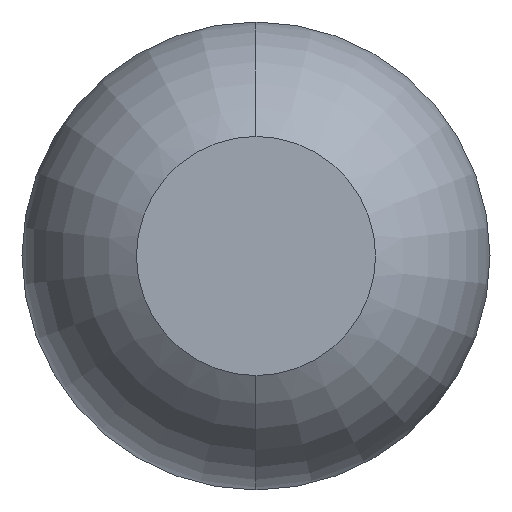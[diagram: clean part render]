
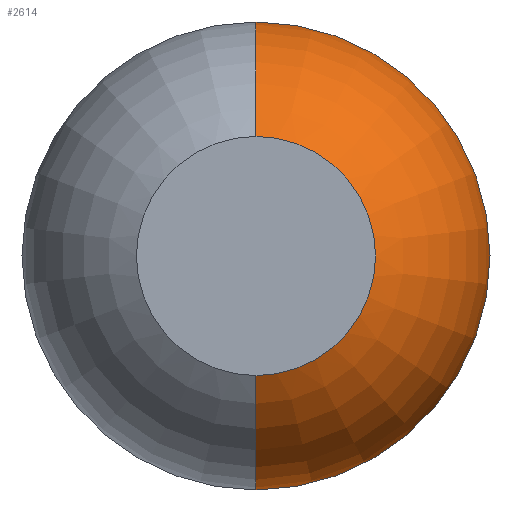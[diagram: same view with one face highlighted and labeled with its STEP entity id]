
A CAD part, front view. The second image highlights one B-rep face of the part: STEP entity #2614.
In plain terms, the highlighted toroidal (fillet/blend) face has major radius 0.035 mm and minor radius 0.65 mm.
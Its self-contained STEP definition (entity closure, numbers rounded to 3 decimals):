
#218 = ORIENTED_EDGE ( 'NONE', *, *, #231, .F. ) ;
#231 = EDGE_CURVE ( 'Defeature ausgef�hrt1_25+Defeature ausgef�hrt1_4+Defeature ausgef�hrt1_4+Defeature ausgef�hrt1_4', #2789, #1965, #812, .T. ) ;
#243 = AXIS2_PLACEMENT_3D ( 'NONE', #959, #4187, #262 ) ;
#262 = DIRECTION ( 'NONE',  ( 0., 0., -1. ) ) ;
#273 = CARTESIAN_POINT ( 'NONE',  ( 0., -25., -0.35 ) ) ;
#726 = DIRECTION ( 'NONE',  ( 0., 0., -1. ) ) ;
#740 = VERTEX_POINT ( 'NONE', #2665 ) ;
#792 = CIRCLE ( 'NONE', #243, 0.685 ) ;
#812 = CIRCLE ( 'NONE', #3878, 0.35 ) ;
#959 = CARTESIAN_POINT ( 'NONE',  ( 0., -24.431, 0. ) ) ;
#967 = VERTEX_POINT ( 'NONE', #1892 ) ;
#1027 = CIRCLE ( 'NONE', #4567, 0.65 ) ;
#1140 = ORIENTED_EDGE ( 'NONE', *, *, #3804, .T. ) ;
#1423 = DIRECTION ( 'NONE',  ( 1., 0., 0. ) ) ;
#1464 = DIRECTION ( 'NONE',  ( 0., 0., -1. ) ) ;
#1577 = AXIS2_PLACEMENT_3D ( 'NONE', #4318, #2188, #1464 ) ;
#1649 = DIRECTION ( 'NONE',  ( 0., 0., -1. ) ) ;
#1664 = DIRECTION ( 'NONE',  ( 0., -1., 0. ) ) ;
#1767 = TOROIDAL_SURFACE ( 'NONE', #1577, 0.035, 0.65 ) ;
#1892 = CARTESIAN_POINT ( 'NONE',  ( 0., -24.431, -0.685 ) ) ;
#1965 = VERTEX_POINT ( 'NONE', #2793 ) ;
#2056 = CARTESIAN_POINT ( 'NONE',  ( 0., -25., 0. ) ) ;
#2067 = EDGE_CURVE ( 'NONE', #740, #1965, #3089, .T. ) ;
#2188 = DIRECTION ( 'NONE',  ( 0., -1., 0. ) ) ;
#2614 = ADVANCED_FACE ( 'Defeature ausgef�hrt1_4', ( #3641 ), #1767, .T. ) ;
#2665 = CARTESIAN_POINT ( 'NONE',  ( 0., -24.431, 0.685 ) ) ;
#2789 = VERTEX_POINT ( 'NONE', #273 ) ;
#2793 = CARTESIAN_POINT ( 'NONE',  ( 0., -25., 0.35 ) ) ;
#2835 = AXIS2_PLACEMENT_3D ( 'NONE', #3906, #1423, #726 ) ;
#2920 = EDGE_CURVE ( 'NONE', #967, #2789, #1027, .T. ) ;
#3089 = CIRCLE ( 'NONE', #2835, 0.65 ) ;
#3155 = CARTESIAN_POINT ( 'NONE',  ( 0., -24.431, -0.035 ) ) ;
#3641 = FACE_OUTER_BOUND ( 'NONE', #3702, .T. ) ;
#3702 = EDGE_LOOP ( 'NONE', ( #1140, #4149, #218, #4466 ) ) ;
#3804 = EDGE_CURVE ( 'Defeature ausgef�hrt1_4+Defeature ausgef�hrt1_5+Defeature ausgef�hrt1_5+Defeature ausgef�hrt1_5', #967, #740, #792, .T. ) ;
#3853 = DIRECTION ( 'NONE',  ( -1., 0., 0. ) ) ;
#3878 = AXIS2_PLACEMENT_3D ( 'NONE', #2056, #1664, #1649 ) ;
#3906 = CARTESIAN_POINT ( 'NONE',  ( 0., -24.431, 0.035 ) ) ;
#4149 = ORIENTED_EDGE ( 'NONE', *, *, #2067, .T. ) ;
#4187 = DIRECTION ( 'NONE',  ( 0., -1., 0. ) ) ;
#4216 = DIRECTION ( 'NONE',  ( 0., 0., 1. ) ) ;
#4318 = CARTESIAN_POINT ( 'NONE',  ( 0., -24.431, 0. ) ) ;
#4466 = ORIENTED_EDGE ( 'NONE', *, *, #2920, .F. ) ;
#4567 = AXIS2_PLACEMENT_3D ( 'NONE', #3155, #3853, #4216 ) ;
